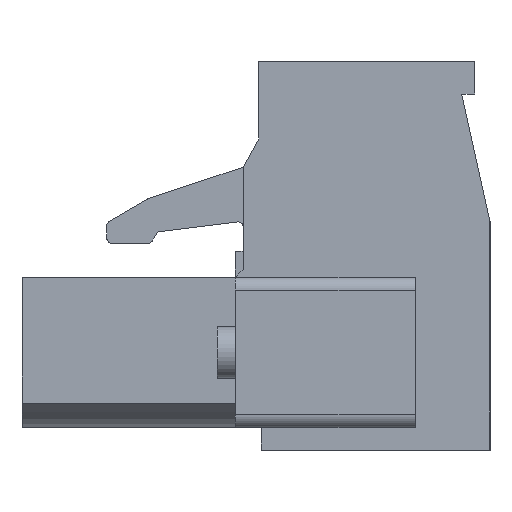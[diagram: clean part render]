
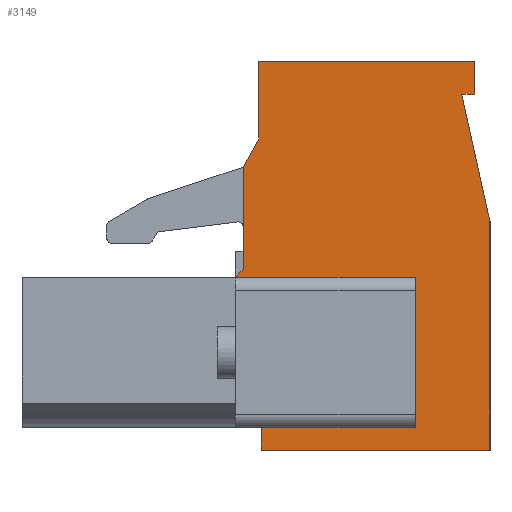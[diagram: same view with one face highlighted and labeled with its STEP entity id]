
A CAD part, left-side view. The second image highlights one B-rep face of the part: STEP entity #3149.
In plain terms, the highlighted planar face has unit normal (-1, 0, 0).
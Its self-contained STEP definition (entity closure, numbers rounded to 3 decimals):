
#3149 = ADVANCED_FACE( '', ( #6318 ), #6319, .T. );
#6318 = FACE_OUTER_BOUND( '', #9445, .T. );
#6319 = PLANE( '', #9446 );
#9445 = EDGE_LOOP( '', ( #18244, #18245, #18246, #18247, #18248, #18249, #18250, #18251, #18252, #18253, #18254, #18255, #18256, #18257 ) );
#9446 = AXIS2_PLACEMENT_3D( '', #18258, #18259, #18260 );
#18244 = ORIENTED_EDGE( '', *, *, #20364, .F. );
#18245 = ORIENTED_EDGE( '', *, *, #20371, .F. );
#18246 = ORIENTED_EDGE( '', *, *, #19014, .F. );
#18247 = ORIENTED_EDGE( '', *, *, #20083, .T. );
#18248 = ORIENTED_EDGE( '', *, *, #21429, .T. );
#18249 = ORIENTED_EDGE( '', *, *, #21165, .T. );
#18250 = ORIENTED_EDGE( '', *, *, #20467, .T. );
#18251 = ORIENTED_EDGE( '', *, *, #19999, .T. );
#18252 = ORIENTED_EDGE( '', *, *, #22286, .T. );
#18253 = ORIENTED_EDGE( '', *, *, #22106, .T. );
#18254 = ORIENTED_EDGE( '', *, *, #21498, .T. );
#18255 = ORIENTED_EDGE( '', *, *, #19447, .T. );
#18256 = ORIENTED_EDGE( '', *, *, #19332, .T. );
#18257 = ORIENTED_EDGE( '', *, *, #22252, .T. );
#18258 = CARTESIAN_POINT( '', ( -25.67, 0., 0. ) );
#18259 = DIRECTION( '', ( -1., 0., 0. ) );
#18260 = DIRECTION( '', ( 0., 0., 1. ) );
#19014 = EDGE_CURVE( '', #22824, #22798, #22826, .T. );
#19332 = EDGE_CURVE( '', #23382, #23380, #23383, .T. );
#19447 = EDGE_CURVE( '', #23581, #23382, #23582, .T. );
#19999 = EDGE_CURVE( '', #24507, #24505, #24508, .T. );
#20083 = EDGE_CURVE( '', #22824, #24645, #24646, .T. );
#20364 = EDGE_CURVE( '', #25075, #25071, #25077, .T. );
#20371 = EDGE_CURVE( '', #22798, #25075, #25086, .T. );
#20467 = EDGE_CURVE( '', #25233, #24507, #25234, .T. );
#21165 = EDGE_CURVE( '', #26234, #25233, #26235, .T. );
#21429 = EDGE_CURVE( '', #24645, #26234, #26588, .T. );
#21498 = EDGE_CURVE( '', #26680, #23581, #26681, .T. );
#22106 = EDGE_CURVE( '', #27412, #26680, #27413, .T. );
#22252 = EDGE_CURVE( '', #23380, #25071, #27568, .F. );
#22286 = EDGE_CURVE( '', #24505, #27412, #27603, .T. );
#22798 = VERTEX_POINT( '', #28325 );
#22824 = VERTEX_POINT( '', #28364 );
#22826 = LINE( '', #28367, #28368 );
#23380 = VERTEX_POINT( '', #29170 );
#23382 = VERTEX_POINT( '', #29173 );
#23383 = LINE( '', #29174, #29175 );
#23581 = VERTEX_POINT( '', #29456 );
#23582 = LINE( '', #29457, #29458 );
#24505 = VERTEX_POINT( '', #30773 );
#24507 = VERTEX_POINT( '', #30776 );
#24508 = LINE( '', #30777, #30778 );
#24645 = VERTEX_POINT( '', #30986 );
#24646 = LINE( '', #30987, #30988 );
#25071 = VERTEX_POINT( '', #31643 );
#25075 = VERTEX_POINT( '', #31649 );
#25077 = LINE( '', #31652, #31653 );
#25086 = LINE( '', #31665, #31666 );
#25233 = VERTEX_POINT( '', #31882 );
#25234 = LINE( '', #31883, #31884 );
#26234 = VERTEX_POINT( '', #33357 );
#26235 = LINE( '', #33358, #33359 );
#26588 = LINE( '', #33897, #33898 );
#26680 = VERTEX_POINT( '', #34037 );
#26681 = LINE( '', #34038, #34039 );
#27412 = VERTEX_POINT( '', #35127 );
#27413 = LINE( '', #35128, #35129 );
#27568 = LINE( '', #35336, #35337 );
#27603 = LINE( '', #35379, #35380 );
#28325 = CARTESIAN_POINT( '', ( -25.67, -1.55, -3.575 ) );
#28364 = CARTESIAN_POINT( '', ( -25.67, 4.45, -3.575 ) );
#28367 = CARTESIAN_POINT( '', ( -25.67, 5.45, -3.575 ) );
#28368 = VECTOR( '', #35703, 1000. );
#29170 = CARTESIAN_POINT( '', ( -25.67, 5.15, 2.575 ) );
#29173 = CARTESIAN_POINT( '', ( -25.67, 5.15, 6.55 ) );
#29174 = CARTESIAN_POINT( '', ( -25.67, 5.15, 6.55 ) );
#29175 = VECTOR( '', #36022, 1000. );
#29456 = CARTESIAN_POINT( '', ( -25.67, 4.55, 7.65 ) );
#29457 = CARTESIAN_POINT( '', ( -25.67, 4.55, 7.65 ) );
#29458 = VECTOR( '', #36139, 1000. );
#30773 = CARTESIAN_POINT( '', ( -25.67, -3.85, 9.4 ) );
#30776 = CARTESIAN_POINT( '', ( -25.67, -3.35, 9.4 ) );
#30777 = CARTESIAN_POINT( '', ( -25.67, -3.35, 9.4 ) );
#30778 = VECTOR( '', #36712, 1000. );
#30986 = CARTESIAN_POINT( '', ( -25.67, 4.45, -4.45 ) );
#30987 = CARTESIAN_POINT( '', ( -25.67, 4.45, -3.575 ) );
#30988 = VECTOR( '', #36787, 1000. );
#31643 = CARTESIAN_POINT( '', ( -25.67, 5.45, 2.275 ) );
#31649 = CARTESIAN_POINT( '', ( -25.67, -1.55, 2.275 ) );
#31652 = CARTESIAN_POINT( '', ( -25.67, -1.55, 2.275 ) );
#31653 = VECTOR( '', #37030, 1000. );
#31665 = CARTESIAN_POINT( '', ( -25.67, -1.55, -3.575 ) );
#31666 = VECTOR( '', #37037, 1000. );
#31882 = CARTESIAN_POINT( '', ( -25.67, -4.45, 4.45 ) );
#31883 = CARTESIAN_POINT( '', ( -25.67, -4.45, 4.45 ) );
#31884 = VECTOR( '', #37116, 1000. );
#33357 = CARTESIAN_POINT( '', ( -25.67, -4.45, -4.45 ) );
#33358 = CARTESIAN_POINT( '', ( -25.67, -4.45, -4.45 ) );
#33359 = VECTOR( '', #37727, 1000. );
#33897 = CARTESIAN_POINT( '', ( -25.67, 4.45, -4.45 ) );
#33898 = VECTOR( '', #37928, 1000. );
#34037 = CARTESIAN_POINT( '', ( -25.67, 4.55, 10.65 ) );
#34038 = CARTESIAN_POINT( '', ( -25.67, 4.55, 10.65 ) );
#34039 = VECTOR( '', #37976, 1000. );
#35127 = CARTESIAN_POINT( '', ( -25.67, -3.85, 10.65 ) );
#35128 = CARTESIAN_POINT( '', ( -25.67, -3.85, 10.65 ) );
#35129 = VECTOR( '', #38433, 1000. );
#35336 = CARTESIAN_POINT( '', ( -25.67, 5.15, 2.575 ) );
#35337 = VECTOR( '', #38504, 1000. );
#35379 = CARTESIAN_POINT( '', ( -25.67, -3.85, 9.4 ) );
#35380 = VECTOR( '', #38515, 1000. );
#35703 = DIRECTION( '', ( 0., -1., 0. ) );
#36022 = DIRECTION( '', ( 0., 0., -1. ) );
#36139 = DIRECTION( '', ( 0., 0.479, -0.878 ) );
#36712 = DIRECTION( '', ( 0., -1., 0. ) );
#36787 = DIRECTION( '', ( 0., 0., -1. ) );
#37030 = DIRECTION( '', ( 0., 1., 0. ) );
#37037 = DIRECTION( '', ( 0., 0., 1. ) );
#37116 = DIRECTION( '', ( 0., 0.217, 0.976 ) );
#37727 = DIRECTION( '', ( 0., 0., 1. ) );
#37928 = DIRECTION( '', ( 0., -1., 0. ) );
#37976 = DIRECTION( '', ( 0., 0., -1. ) );
#38433 = DIRECTION( '', ( 0., 1., 0. ) );
#38504 = DIRECTION( '', ( 0., -0.707, 0.707 ) );
#38515 = DIRECTION( '', ( 0., 0., 1. ) );
